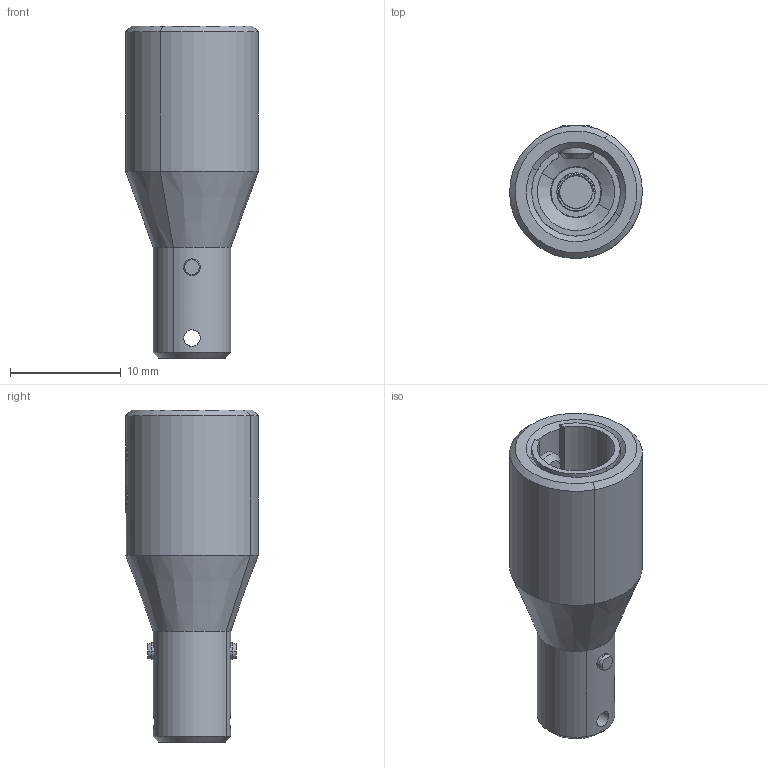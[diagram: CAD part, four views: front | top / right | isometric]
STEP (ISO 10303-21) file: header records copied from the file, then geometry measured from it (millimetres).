
FILE_DESCRIPTION(('CATIA V5 STEP Exchange'),'2;1');
FILE_NAME('GRABSHOM.stp','2018-12-10T12:59:48+00:00',('none'),('none'),'CATIA Version 5 Release 20 SP 7 (IN-10)','CATIA V5 STEP AP214','none');
FILE_SCHEMA(('AUTOMOTIVE_DESIGN { 1 0 10303 214 1 1 1 1 }'));
Length unit declared in the file: millimetre
Products named in the file (1): GRABSHOM_AllCATPart
Bounding box: 12 x 12 x 30 mm (x, y, z)
Volume: 1737.9 mm3; surface area: 1865 mm2
Topology: 1 solids, 1 shells, 144 faces, 373 edges, 237 vertices
Faces by surface type: cylinder 50, plane 42, cone 26, bspline 20, torus 6
Entity records: 10694 total; most frequent: CARTESIAN_POINT 7252, ORIENTED_EDGE 746, DIRECTION 424, EDGE_CURVE 373, VERTEX_POINT 237, AXIS2_PLACEMENT_3D 192, EDGE_LOOP 170, VECTOR 145
